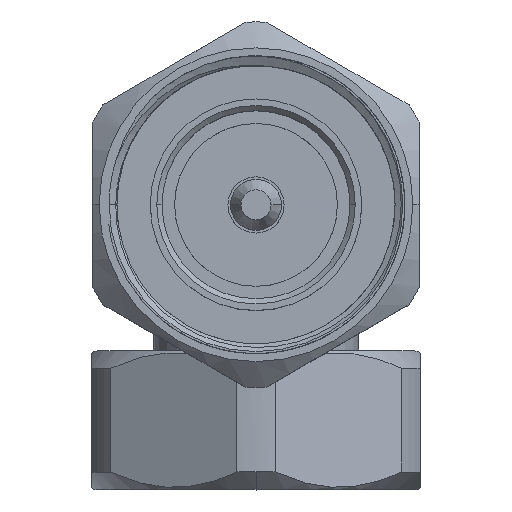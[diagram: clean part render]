
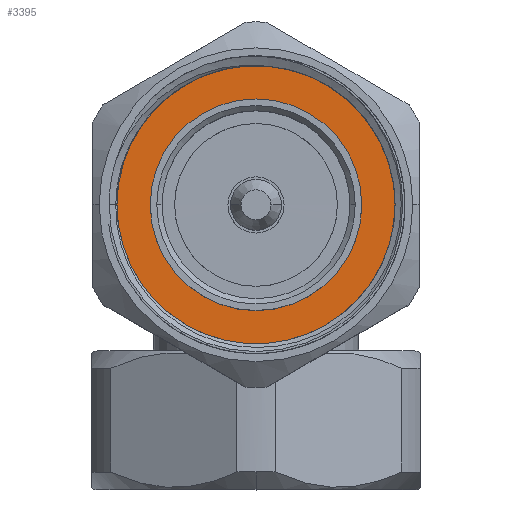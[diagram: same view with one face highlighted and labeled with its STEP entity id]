
A CAD part, top view. The second image highlights one B-rep face of the part: STEP entity #3395.
In plain terms, the highlighted face is planar.
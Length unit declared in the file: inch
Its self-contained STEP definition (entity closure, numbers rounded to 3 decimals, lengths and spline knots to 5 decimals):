
#163 = EDGE_LOOP ( 'NONE', ( #3408, #2084 ) ) ;
#200 = FACE_BOUND ( 'NONE', #163, .T. ) ;
#506 = CARTESIAN_POINT ( 'NONE',  ( 0.39764, 0., -0.40551 ) ) ;
#521 = CIRCLE ( 'NONE', #8445, 0.57237 ) ;
#800 = VERTEX_POINT ( 'NONE', #7406 ) ;
#941 = AXIS2_PLACEMENT_3D ( 'NONE', #2115, #1320, #4304 ) ;
#1156 = DIRECTION ( 'NONE',  ( 0., 0., 1. ) ) ;
#1320 = DIRECTION ( 'NONE',  ( -1., 0., 0. ) ) ;
#1825 = CARTESIAN_POINT ( 'NONE',  ( 0.39764, 0., 0. ) ) ;
#1893 = AXIS2_PLACEMENT_3D ( 'NONE', #4959, #8644, #4859 ) ;
#2034 = AXIS2_PLACEMENT_3D ( 'NONE', #3368, #9277, #1156 ) ;
#2084 = ORIENTED_EDGE ( 'NONE', *, *, #6323, .F. ) ;
#2115 = CARTESIAN_POINT ( 'NONE',  ( 0.39764, 0., 0. ) ) ;
#2244 = ORIENTED_EDGE ( 'NONE', *, *, #7583, .T. ) ;
#2506 = AXIS2_PLACEMENT_3D ( 'NONE', #6227, #6991, #7624 ) ;
#3214 = CARTESIAN_POINT ( 'NONE',  ( 0.39764, 0., 0.57237 ) ) ;
#3368 = CARTESIAN_POINT ( 'NONE',  ( 0.39764, 0., 0. ) ) ;
#3395 = ADVANCED_FACE ( 'NONE', ( #6336, #200 ), #5557, .T. ) ;
#3408 = ORIENTED_EDGE ( 'NONE', *, *, #6654, .F. ) ;
#4066 = CIRCLE ( 'NONE', #1893, 0.57237 ) ;
#4141 = VERTEX_POINT ( 'NONE', #3214 ) ;
#4304 = DIRECTION ( 'NONE',  ( 0., 0., 1. ) ) ;
#4728 = ORIENTED_EDGE ( 'NONE', *, *, #5381, .T. ) ;
#4859 = DIRECTION ( 'NONE',  ( 0., 0., 1. ) ) ;
#4959 = CARTESIAN_POINT ( 'NONE',  ( 0.39764, 0., 0. ) ) ;
#5381 = EDGE_CURVE ( 'NONE', #4141, #7643, #4066, .T. ) ;
#5443 = CARTESIAN_POINT ( 'NONE',  ( 0.39764, 0., -0.57237 ) ) ;
#5557 = PLANE ( 'NONE',  #2506 ) ;
#6082 = DIRECTION ( 'NONE',  ( 0., 0., 1. ) ) ;
#6227 = CARTESIAN_POINT ( 'NONE',  ( 0.39764, 0., 0. ) ) ;
#6323 = EDGE_CURVE ( 'NONE', #800, #9013, #7930, .T. ) ;
#6336 = FACE_OUTER_BOUND ( 'NONE', #8921, .T. ) ;
#6654 = EDGE_CURVE ( 'NONE', #9013, #800, #8722, .T. ) ;
#6991 = DIRECTION ( 'NONE',  ( -1., 0., 0. ) ) ;
#7406 = CARTESIAN_POINT ( 'NONE',  ( 0.39764, 0., 0.40551 ) ) ;
#7583 = EDGE_CURVE ( 'NONE', #7643, #4141, #521, .T. ) ;
#7624 = DIRECTION ( 'NONE',  ( 0., 0., 1. ) ) ;
#7643 = VERTEX_POINT ( 'NONE', #5443 ) ;
#7930 = CIRCLE ( 'NONE', #2034, 0.40551 ) ;
#8445 = AXIS2_PLACEMENT_3D ( 'NONE', #1825, #9033, #6082 ) ;
#8644 = DIRECTION ( 'NONE',  ( -1., 0., 0. ) ) ;
#8722 = CIRCLE ( 'NONE', #941, 0.40551 ) ;
#8921 = EDGE_LOOP ( 'NONE', ( #4728, #2244 ) ) ;
#9013 = VERTEX_POINT ( 'NONE', #506 ) ;
#9033 = DIRECTION ( 'NONE',  ( -1., 0., 0. ) ) ;
#9277 = DIRECTION ( 'NONE',  ( -1., 0., 0. ) ) ;
